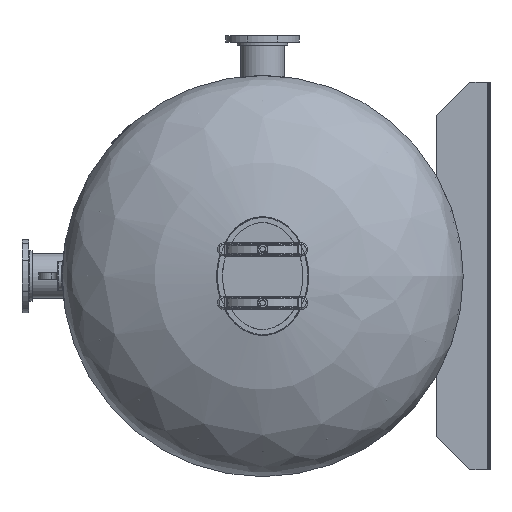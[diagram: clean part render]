
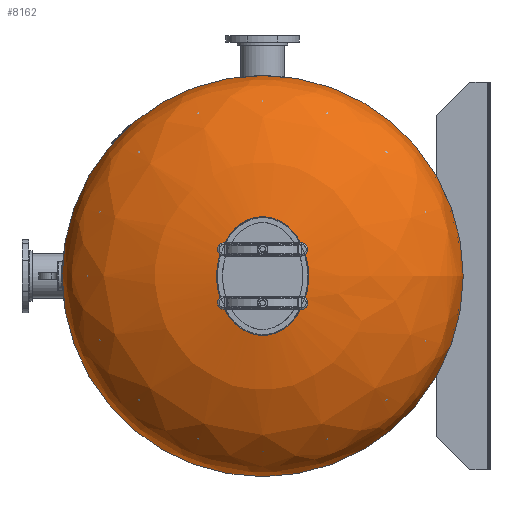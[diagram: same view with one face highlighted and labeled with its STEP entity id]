
A CAD part, left-side view. The second image highlights one B-rep face of the part: STEP entity #8162.
In plain terms, the highlighted free-form (B-spline) face has degree [2, 2] with [3, 9] control points.
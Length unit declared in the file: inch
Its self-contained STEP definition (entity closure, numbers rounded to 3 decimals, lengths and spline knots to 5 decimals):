
#161=ELLIPSE('',#8967,30.,15.156);
#168=(
BOUNDED_SURFACE()
B_SPLINE_SURFACE(2,2,((#13527,#13528,#13529,#13530,#13531,#13532,#13533,
#13534,#13535),(#13536,#13537,#13538,#13539,#13540,#13541,#13542,#13543,
#13544),(#13545,#13546,#13547,#13548,#13549,#13550,#13551,#13552,#13553)),
 .UNSPECIFIED.,.F.,.T.,.F.)
B_SPLINE_SURFACE_WITH_KNOTS((3,3),(3,2,2,2,3),(-1.5708,0.),
(0.,1.5708,3.14159,4.71239,6.28319),
 .UNSPECIFIED.)
GEOMETRIC_REPRESENTATION_ITEM()
RATIONAL_B_SPLINE_SURFACE(((1.,0.707,1.,0.707,1.,
0.707,1.,0.707,1.),(0.707,0.5,0.707,
0.5,0.707,0.5,0.707,0.5,0.707),(1.,
0.707,1.,0.707,1.,0.707,1.,0.707,
1.)))
REPRESENTATION_ITEM('')
SURFACE()
);
#623=CIRCLE('',#8965,30.);
#624=CIRCLE('',#8966,30.);
#1233=FACE_OUTER_BOUND('',#1707,.T.);
#1707=EDGE_LOOP('',(#5850,#5851,#5852,#5853,#5854,#5855));
#3513=B_SPLINE_CURVE_WITH_KNOTS('',3,(#13188,#13189,#13190,#13191,#13192,
#13193,#13194,#13195,#13196,#13197,#13198,#13199,#13200,#13201,#13202,#13203,
#13204,#13205,#13206,#13207,#13208,#13209,#13210,#13211,#13212,#13213,#13214,
#13215,#13216,#13217,#13218,#13219,#13220),.UNSPECIFIED.,.F.,.F.,(4,2,2,
2,2,2,2,2,2,3,2,2,2,2,2,4),(-62.78803,-57.37731,-48.77062,
-41.98561,-36.35152,-31.04612,-25.45007,
-18.97951,-10.73515,0.,5.58161,11.33834,
18.81396,24.83357,30.1631,32.38348),
 .UNSPECIFIED.);
#3514=B_SPLINE_CURVE_WITH_KNOTS('',3,(#13221,#13222,#13223,#13224,#13225,
#13226,#13227,#13228,#13229,#13230,#13231,#13232),.UNSPECIFIED.,.F.,.F.,
(4,2,2,2,2,4),(32.38348,35.64146,41.64304,49.03489,
58.74246,64.10217),.UNSPECIFIED.);
#3707=VERTEX_POINT('',#13186);
#3708=VERTEX_POINT('',#13187);
#3729=VERTEX_POINT('',#13522);
#3730=VERTEX_POINT('',#13523);
#4523=EDGE_CURVE('',#3707,#3708,#3513,.T.);
#4524=EDGE_CURVE('',#3708,#3707,#3514,.T.);
#4553=EDGE_CURVE('',#3729,#3730,#623,.T.);
#4554=EDGE_CURVE('',#3730,#3729,#624,.T.);
#4556=EDGE_CURVE('',#3729,#3707,#161,.T.);
#5850=ORIENTED_EDGE('',*,*,#4523,.T.);
#5851=ORIENTED_EDGE('',*,*,#4524,.T.);
#5852=ORIENTED_EDGE('',*,*,#4556,.F.);
#5853=ORIENTED_EDGE('',*,*,#4553,.T.);
#5854=ORIENTED_EDGE('',*,*,#4554,.T.);
#5855=ORIENTED_EDGE('',*,*,#4556,.T.);
#8162=ADVANCED_FACE('',(#1233),#168,.T.);
#8965=AXIS2_PLACEMENT_3D('',#13524,#9919,#9920);
#8966=AXIS2_PLACEMENT_3D('',#13525,#9921,#9922);
#8967=AXIS2_PLACEMENT_3D('',#13554,#9924,#9925);
#9919=DIRECTION('center_axis',(0.,0.,
1.));
#9920=DIRECTION('ref_axis',(1.,0.,0.));
#9921=DIRECTION('center_axis',(0.,0.,
1.));
#9922=DIRECTION('ref_axis',(1.,0.,0.));
#9924=DIRECTION('center_axis',(-1.,0.,0.));
#9925=DIRECTION('ref_axis',(0.,-1.,0.));
#13186=CARTESIAN_POINT('',(0.,-6.875,16.72166));
#13187=CARTESIAN_POINT('',(8.875,0.,16.44661));
#13188=CARTESIAN_POINT('Ctrl Pts',(0.,-6.875,
16.72166));
#13189=CARTESIAN_POINT('Ctrl Pts',(-0.71295,-6.875,
16.72166));
#13190=CARTESIAN_POINT('Ctrl Pts',(-1.42584,-6.80846,
16.71631));
#13191=CARTESIAN_POINT('Ctrl Pts',(-3.23216,-6.46372,
16.68975));
#13192=CARTESIAN_POINT('Ctrl Pts',(-4.31413,-6.08132,
16.66048));
#13193=CARTESIAN_POINT('Ctrl Pts',(-6.05843,-5.07841,
16.59622));
#13194=CARTESIAN_POINT('Ctrl Pts',(-6.76329,-4.52363,16.56378));
#13195=CARTESIAN_POINT('Ctrl Pts',(-7.82941,-3.30556,
16.50889));
#13196=CARTESIAN_POINT('Ctrl Pts',(-8.22361,-2.68187,
16.48608));
#13197=CARTESIAN_POINT('Ctrl Pts',(-8.74359,-1.35668,
16.455));
#13198=CARTESIAN_POINT('Ctrl Pts',(-8.87626,-0.68005,
16.44653));
#13199=CARTESIAN_POINT('Ctrl Pts',(-8.87365,0.73749,
16.4467));
#13200=CARTESIAN_POINT('Ctrl Pts',(-8.72337,1.44892,16.4563));
#13201=CARTESIAN_POINT('Ctrl Pts',(-8.11747,2.89662,16.4923));
#13202=CARTESIAN_POINT('Ctrl Pts',(-7.62995,3.5918,16.52014));
#13203=CARTESIAN_POINT('Ctrl Pts',(-6.27943,4.95264,16.58666));
#13204=CARTESIAN_POINT('Ctrl Pts',(-5.36012,5.54956,16.62535));
#13205=CARTESIAN_POINT('Ctrl Pts',(-3.08668,6.54665,16.69444));
#13206=CARTESIAN_POINT('Ctrl Pts',(-1.67353,6.83933,16.71883));
#13207=CARTESIAN_POINT('Ctrl Pts',(-0.26509,6.87193,
16.72141));
#13208=CARTESIAN_POINT('Ctrl Pts',(0.4672,6.88888,16.72276));
#13209=CARTESIAN_POINT('Ctrl Pts',(1.2027,6.83561,16.71846));
#13210=CARTESIAN_POINT('Ctrl Pts',(2.66876,6.58336,16.69892));
#13211=CARTESIAN_POINT('Ctrl Pts',(3.40167,6.37928,16.68328));
#13212=CARTESIAN_POINT('Ctrl Pts',(5.00951,5.73028,16.63748));
#13213=CARTESIAN_POINT('Ctrl Pts',(5.86671,5.2294,16.60405));
#13214=CARTESIAN_POINT('Ctrl Pts',(7.20068,4.07775,16.54245));
#13215=CARTESIAN_POINT('Ctrl Pts',(7.7166,3.47671,16.51476));
#13216=CARTESIAN_POINT('Ctrl Pts',(8.45363,2.19456,16.47276));
#13217=CARTESIAN_POINT('Ctrl Pts',(8.69449,1.54255,16.45783));
#13218=CARTESIAN_POINT('Ctrl Pts',(8.85196,0.57248,16.44806));
#13219=CARTESIAN_POINT('Ctrl Pts',(8.875,0.28601,16.44661));
#13220=CARTESIAN_POINT('Ctrl Pts',(8.875,0.,
16.44661));
#13221=CARTESIAN_POINT('Ctrl Pts',(8.875,0.,
16.44661));
#13222=CARTESIAN_POINT('Ctrl Pts',(8.875,-0.41965,
16.44661));
#13223=CARTESIAN_POINT('Ctrl Pts',(8.8254,-0.83829,
16.44974));
#13224=CARTESIAN_POINT('Ctrl Pts',(8.54548,-2.01035,16.46695));
#13225=CARTESIAN_POINT('Ctrl Pts',(8.20607,-2.71739,16.48759));
#13226=CARTESIAN_POINT('Ctrl Pts',(7.18585,-4.13281,16.54307));
#13227=CARTESIAN_POINT('Ctrl Pts',(6.4577,-4.78634,16.57903));
#13228=CARTESIAN_POINT('Ctrl Pts',(4.57425,-5.98845,16.65313));
#13229=CARTESIAN_POINT('Ctrl Pts',(3.35544,-6.44249,16.6881));
#13230=CARTESIAN_POINT('Ctrl Pts',(1.41249,-6.80971,16.71641));
#13231=CARTESIAN_POINT('Ctrl Pts',(0.70622,-6.875,16.72166));
#13232=CARTESIAN_POINT('Ctrl Pts',(0.,-6.875,
16.72166));
#13522=CARTESIAN_POINT('',(0.,-30.,1.969));
#13523=CARTESIAN_POINT('',(0.,30.,1.969));
#13524=CARTESIAN_POINT('Origin',(0.,0.,
1.969));
#13525=CARTESIAN_POINT('Origin',(0.,0.,
1.969));
#13527=CARTESIAN_POINT('Ctrl Pts',(0.,0.,
17.125));
#13528=CARTESIAN_POINT('Ctrl Pts',(0.,0.,
17.125));
#13529=CARTESIAN_POINT('Ctrl Pts',(0.,0.,
17.125));
#13530=CARTESIAN_POINT('Ctrl Pts',(0.,0.,
17.125));
#13531=CARTESIAN_POINT('Ctrl Pts',(0.,0.,
17.125));
#13532=CARTESIAN_POINT('Ctrl Pts',(0.,0.,
17.125));
#13533=CARTESIAN_POINT('Ctrl Pts',(0.,0.,
17.125));
#13534=CARTESIAN_POINT('Ctrl Pts',(0.,0.,
17.125));
#13535=CARTESIAN_POINT('Ctrl Pts',(0.,0.,
17.125));
#13536=CARTESIAN_POINT('Ctrl Pts',(0.,-30.,17.125));
#13537=CARTESIAN_POINT('Ctrl Pts',(30.,-30.,17.125));
#13538=CARTESIAN_POINT('Ctrl Pts',(30.,0.,17.125));
#13539=CARTESIAN_POINT('Ctrl Pts',(30.,30.,17.125));
#13540=CARTESIAN_POINT('Ctrl Pts',(0.,30.,17.125));
#13541=CARTESIAN_POINT('Ctrl Pts',(-30.,30.,17.125));
#13542=CARTESIAN_POINT('Ctrl Pts',(-30.,0.,17.125));
#13543=CARTESIAN_POINT('Ctrl Pts',(-30.,-30.,17.125));
#13544=CARTESIAN_POINT('Ctrl Pts',(0.,-30.,17.125));
#13545=CARTESIAN_POINT('Ctrl Pts',(0.,-30.,1.969));
#13546=CARTESIAN_POINT('Ctrl Pts',(30.,-30.,1.969));
#13547=CARTESIAN_POINT('Ctrl Pts',(30.,0.,1.969));
#13548=CARTESIAN_POINT('Ctrl Pts',(30.,30.,1.969));
#13549=CARTESIAN_POINT('Ctrl Pts',(0.,30.,1.969));
#13550=CARTESIAN_POINT('Ctrl Pts',(-30.,30.,1.969));
#13551=CARTESIAN_POINT('Ctrl Pts',(-30.,0.,1.969));
#13552=CARTESIAN_POINT('Ctrl Pts',(-30.,-30.,1.969));
#13553=CARTESIAN_POINT('Ctrl Pts',(0.,-30.,1.969));
#13554=CARTESIAN_POINT('Origin',(0.,0.,
1.969));
